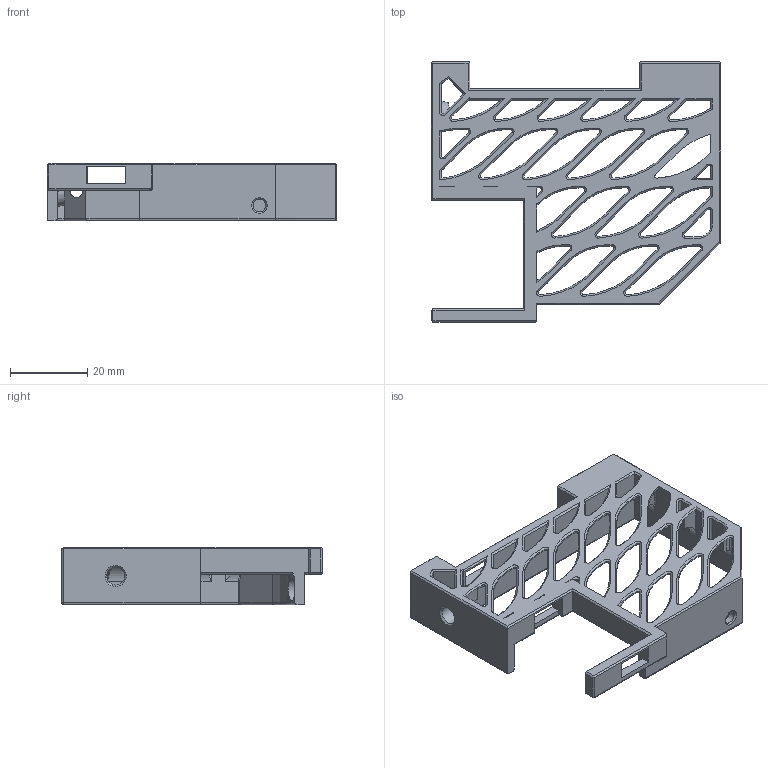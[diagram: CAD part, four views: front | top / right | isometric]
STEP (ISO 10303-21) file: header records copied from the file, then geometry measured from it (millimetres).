
FILE_DESCRIPTION(/* description */ (''),/* implementation_level */ '2;1');
FILE_NAME(/* name */ 'rear_skirt_B_x1.step',/* time_stamp */ '2026-01-13T19:39:06-05:00',/* author */ (''),/* organization */ (''),/* preprocessor_version */ 'ST-DEVELOPER v20.1',/* originating_system */ 'Autodesk Translation Framework v14.21.0.0',/* authorisation */ '');
FILE_SCHEMA (('AUTOMOTIVE_DESIGN { 1 0 10303 214 3 1 1 }'));
Length unit declared in the file: millimetre
Products named in the file (1): Rear Skirt
Bounding box: 75 x 67.6 x 15 mm (x, y, z)
Volume: 13763.7 mm3; surface area: 12617.3 mm2
Topology: 1 solids, 1 shells, 439 faces, 1170 edges, 710 vertices
Faces by surface type: plane 205, cylinder 131, cone 90, bspline 5, sphere 5, torus 3
Full cylindrical faces by diameter (mm): 3.3 x3, 4.7 x1, 6 x1
Entity records: 14076 total; most frequent: CARTESIAN_POINT 2978, ORIENTED_EDGE 2336, DIRECTION 2296, EDGE_CURVE 1168, LINE 778, VECTOR 778, AXIS2_PLACEMENT_3D 759, VERTEX_POINT 710
